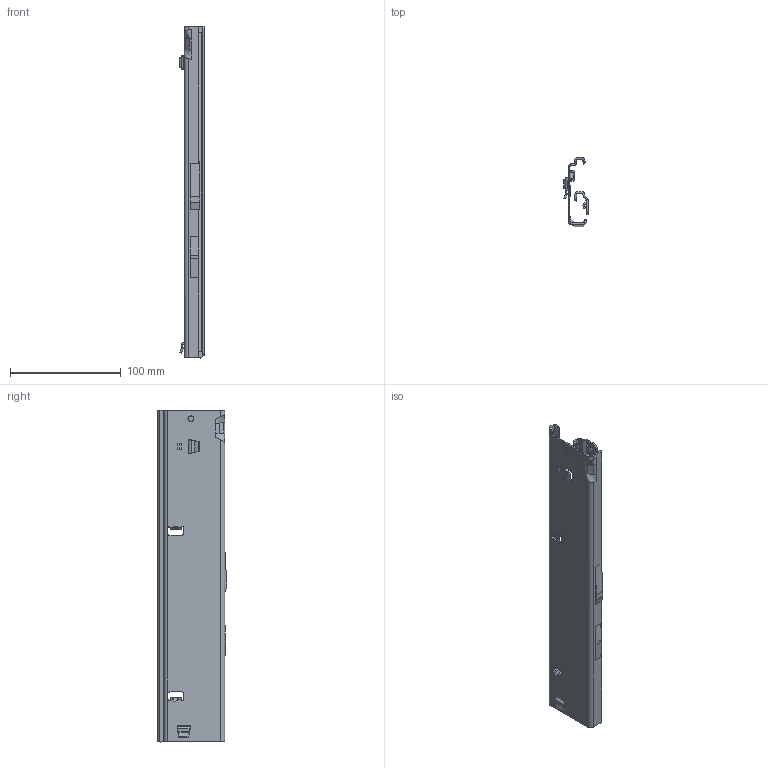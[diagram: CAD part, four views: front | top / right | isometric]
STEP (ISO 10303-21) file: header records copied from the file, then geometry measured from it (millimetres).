
FILE_DESCRIPTION (( 'STEP AP214' ), '1' );
FILE_NAME ('FR_795.300-GA.L526_Ind-0_closed.STEP', '2024-01-12T13:08:21', ( '' ), ( '' ), 'SwSTEP 2.0', 'SolidWorks 2023', '' );
FILE_SCHEMA (( 'AUTOMOTIVE_DESIGN' ));
Length unit declared in the file: millimetre
Products named in the file (6): CS# 795.XXX-03.A172_NL  300; PG-033; CS# 795.XXX-V3.OASB_NL  300; CS# 795.XXX-01.L525_NL  300; FR_795.300-GA.L526_Ind-0_closed; CS# 795.XXX-01.A164_NL  300
Assembly tree (5 placements, depth 3):
  FR_795.300-GA.L526_Ind-0_closed
    CS# 795.XXX-01.L525_NL  300
      CS# 795.XXX-01.A164_NL  300
      PG-033
    CS# 795.XXX-V3.OASB_NL  300
      CS# 795.XXX-03.A172_NL  300
Bounding box: 21.79 x 62.55 x 300 mm (x, y, z)
Volume: 53977.7 mm3; surface area: 75251.5 mm2
Topology: 3 solids, 3 shells, 803 faces, 2096 edges, 1276 vertices
Faces by surface type: plane 328, cylinder 221, bspline 90, cone 72, torus 72, sphere 20
Entity records: 26574 total; most frequent: CARTESIAN_POINT 7495, ORIENTED_EDGE 4122, DIRECTION 3804, EDGE_CURVE 2061, AXIS2_PLACEMENT_3D 1348, VERTEX_POINT 1276, LINE 1108, VECTOR 1108
